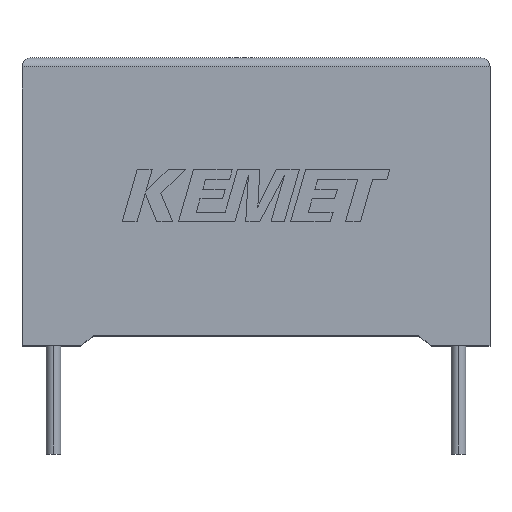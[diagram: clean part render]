
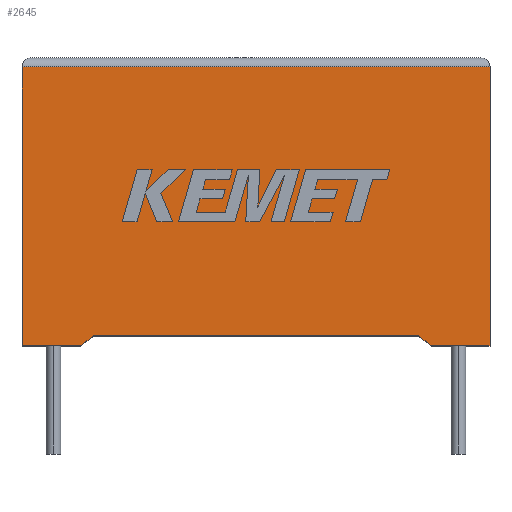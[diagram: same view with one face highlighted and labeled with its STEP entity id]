
A CAD part, top view. The second image highlights one B-rep face of the part: STEP entity #2645.
In plain terms, the highlighted planar face has unit normal (0, 0, 1).
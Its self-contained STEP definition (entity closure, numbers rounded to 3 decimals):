
#13 = LINE ( 'NONE', #1178, #2247 ) ;
#32 = DIRECTION ( 'NONE',  ( 1., 0., 0. ) ) ;
#84 = VERTEX_POINT ( 'NONE', #2043 ) ;
#145 = ORIENTED_EDGE ( 'NONE', *, *, #2481, .T. ) ;
#186 = VERTEX_POINT ( 'NONE', #1114 ) ;
#253 = DIRECTION ( 'NONE',  ( 1., 0., 0. ) ) ;
#319 = VECTOR ( 'NONE', #2094, 1000. ) ;
#334 = AXIS2_PLACEMENT_3D ( 'NONE', #695, #458, #1390 ) ;
#400 = CARTESIAN_POINT ( 'NONE',  ( 0., 15.5, 8. ) ) ;
#458 = DIRECTION ( 'NONE',  ( 0., 0., -1. ) ) ;
#460 = ORIENTED_EDGE ( 'NONE', *, *, #2132, .T. ) ;
#526 = VECTOR ( 'NONE', #253, 1000. ) ;
#604 = LINE ( 'NONE', #1069, #526 ) ;
#695 = CARTESIAN_POINT ( 'NONE',  ( 0., 0., 8. ) ) ;
#701 = EDGE_CURVE ( 'NONE', #2102, #912, #13, .T. ) ;
#737 = LINE ( 'NONE', #1660, #1707 ) ;
#751 = EDGE_CURVE ( 'NONE', #1524, #3052, #2703, .T. ) ;
#809 = CARTESIAN_POINT ( 'NONE',  ( 0., 0., 8. ) ) ;
#906 = EDGE_CURVE ( 'NONE', #2070, #1261, #1185, .T. ) ;
#912 = VERTEX_POINT ( 'NONE', #1665 ) ;
#915 = PLANE ( 'NONE',  #334 ) ;
#931 = EDGE_CURVE ( 'NONE', #186, #84, #2586, .T. ) ;
#970 = DIRECTION ( 'NONE',  ( -1., 0., 0. ) ) ;
#1069 = CARTESIAN_POINT ( 'NONE',  ( 0., 0., 8. ) ) ;
#1114 = CARTESIAN_POINT ( 'NONE',  ( 22.028, 0.552, 8. ) ) ;
#1168 = ORIENTED_EDGE ( 'NONE', *, *, #751, .T. ) ;
#1178 = CARTESIAN_POINT ( 'NONE',  ( 26., 0., 8. ) ) ;
#1185 = LINE ( 'NONE', #2347, #1446 ) ;
#1207 = LINE ( 'NONE', #2152, #1569 ) ;
#1261 = VERTEX_POINT ( 'NONE', #1654 ) ;
#1390 = DIRECTION ( 'NONE',  ( -1., 0., 0. ) ) ;
#1394 = DIRECTION ( 'NONE',  ( -0.795, -0.607, 0. ) ) ;
#1408 = CARTESIAN_POINT ( 'NONE',  ( 22.75, 0., 8. ) ) ;
#1446 = VECTOR ( 'NONE', #1394, 1000. ) ;
#1487 = DIRECTION ( 'NONE',  ( 0., -1., 0. ) ) ;
#1524 = VERTEX_POINT ( 'NONE', #400 ) ;
#1569 = VECTOR ( 'NONE', #32, 1000. ) ;
#1602 = VECTOR ( 'NONE', #1487, 1000. ) ;
#1616 = CARTESIAN_POINT ( 'NONE',  ( 13., 0.552, 8. ) ) ;
#1652 = LINE ( 'NONE', #1616, #2850 ) ;
#1654 = CARTESIAN_POINT ( 'NONE',  ( 3.25, 0., 8. ) ) ;
#1660 = CARTESIAN_POINT ( 'NONE',  ( 0., 15.5, 8. ) ) ;
#1664 = EDGE_LOOP ( 'NONE', ( #1823, #145, #1168, #2079, #2999, #2425, #2386, #460 ) ) ;
#1665 = CARTESIAN_POINT ( 'NONE',  ( 26., 15.5, 8. ) ) ;
#1707 = VECTOR ( 'NONE', #970, 1000. ) ;
#1823 = ORIENTED_EDGE ( 'NONE', *, *, #701, .T. ) ;
#1895 = CARTESIAN_POINT ( 'NONE',  ( 3.972, 0.552, 8. ) ) ;
#1942 = CARTESIAN_POINT ( 'NONE',  ( 26., 0., 8. ) ) ;
#2022 = CARTESIAN_POINT ( 'NONE',  ( 0., 0., 8. ) ) ;
#2043 = CARTESIAN_POINT ( 'NONE',  ( 22.75, 0., 8. ) ) ;
#2070 = VERTEX_POINT ( 'NONE', #1895 ) ;
#2079 = ORIENTED_EDGE ( 'NONE', *, *, #2751, .T. ) ;
#2080 = FACE_OUTER_BOUND ( 'NONE', #1664, .T. ) ;
#2094 = DIRECTION ( 'NONE',  ( 0.795, -0.607, 0. ) ) ;
#2102 = VERTEX_POINT ( 'NONE', #1942 ) ;
#2126 = DIRECTION ( 'NONE',  ( 0., 1., 0. ) ) ;
#2132 = EDGE_CURVE ( 'NONE', #84, #2102, #604, .T. ) ;
#2152 = CARTESIAN_POINT ( 'NONE',  ( 0., 0., 8. ) ) ;
#2247 = VECTOR ( 'NONE', #2126, 1000. ) ;
#2347 = CARTESIAN_POINT ( 'NONE',  ( 3.25, 0., 8. ) ) ;
#2386 = ORIENTED_EDGE ( 'NONE', *, *, #931, .T. ) ;
#2425 = ORIENTED_EDGE ( 'NONE', *, *, #2877, .F. ) ;
#2481 = EDGE_CURVE ( 'NONE', #912, #1524, #737, .T. ) ;
#2586 = LINE ( 'NONE', #1408, #319 ) ;
#2645 = ADVANCED_FACE ( 'NONE', ( #2080 ), #915, .F. ) ;
#2703 = LINE ( 'NONE', #809, #1602 ) ;
#2751 = EDGE_CURVE ( 'NONE', #3052, #1261, #1207, .T. ) ;
#2850 = VECTOR ( 'NONE', #3047, 1000. ) ;
#2877 = EDGE_CURVE ( 'NONE', #186, #2070, #1652, .T. ) ;
#2999 = ORIENTED_EDGE ( 'NONE', *, *, #906, .F. ) ;
#3047 = DIRECTION ( 'NONE',  ( -1., 0., 0. ) ) ;
#3052 = VERTEX_POINT ( 'NONE', #2022 ) ;
